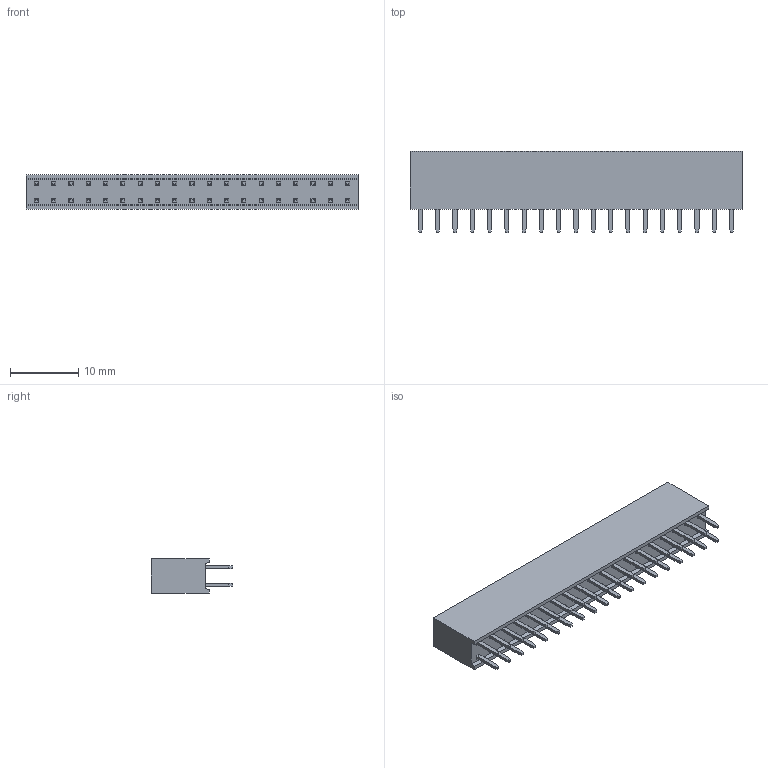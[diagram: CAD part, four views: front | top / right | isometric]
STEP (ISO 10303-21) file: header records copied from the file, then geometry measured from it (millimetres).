
FILE_DESCRIPTION (( 'STEP AP214' ), '1' );
FILE_NAME ('PPPC192LFBN-RC.STEP', '2022-08-11T04:35:06', ( '' ), ( '' ), 'SwSTEP 2.0', 'SolidWorks 2020', '' );
FILE_SCHEMA (( 'AUTOMOTIVE_DESIGN' ));
Length unit declared in the file: inch
Products named in the file (3): 2 row tin body_19; 2 row tin pins; PPPC192LFBN-RC
Assembly tree (20 placements, depth 2):
  PPPC192LFBN-RC
    2 row tin body_19
    2 row tin pins  x19
Bounding box: 48.77 x 11.91 x 5.08 mm (x, y, z)
Volume: 1944.4 mm3; surface area: 3030.3 mm2
Topology: 77 solids, 77 shells, 1074 faces, 2608 edges, 1688 vertices
Faces by surface type: plane 884, cylinder 190
Entity records: 10561 total; most frequent: CARTESIAN_POINT 1793, ORIENTED_EDGE 1760, DIRECTION 1654, EDGE_CURVE 880, LINE 860, VECTOR 860, VERTEX_POINT 536, EDGE_LOOP 430
